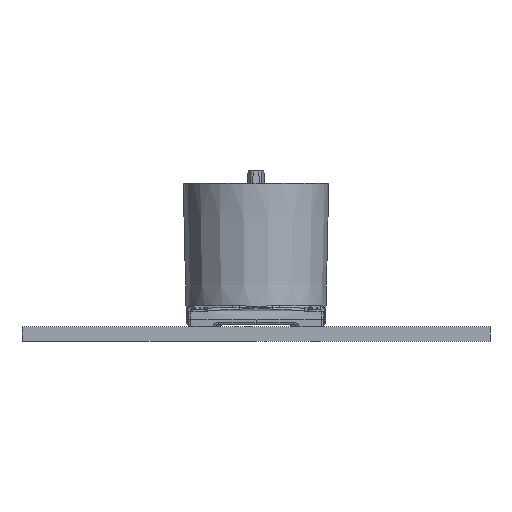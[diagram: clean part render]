
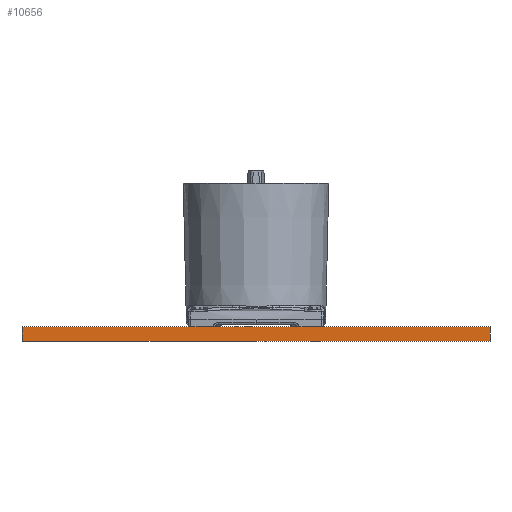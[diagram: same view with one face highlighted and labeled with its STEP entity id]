
A CAD part, left-side view. The second image highlights one B-rep face of the part: STEP entity #10656.
In plain terms, the highlighted face is planar.
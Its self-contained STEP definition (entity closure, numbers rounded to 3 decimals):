
#1087 = VERTEX_POINT ( 'NONE', #4445 ) ;
#2116 = LINE ( 'NONE', #17692, #21737 ) ;
#3117 = CARTESIAN_POINT ( 'NONE',  ( 300., 510., -184. ) ) ;
#3403 = VERTEX_POINT ( 'NONE', #6422 ) ;
#4177 = LINE ( 'NONE', #17959, #10519 ) ;
#4445 = CARTESIAN_POINT ( 'NONE',  ( 300., 510., -202. ) ) ;
#5217 = DIRECTION ( 'NONE',  ( 0., 0., 1. ) ) ;
#5902 = PLANE ( 'NONE',  #10945 ) ;
#6422 = CARTESIAN_POINT ( 'NONE',  ( -300., 510., -184. ) ) ;
#7717 = CARTESIAN_POINT ( 'NONE',  ( 300., 510., -204. ) ) ;
#8328 = ORIENTED_EDGE ( 'NONE', *, *, #15495, .T. ) ;
#9449 = EDGE_CURVE ( 'NONE', #1087, #10121, #17172, .T. ) ;
#9492 = ORIENTED_EDGE ( 'NONE', *, *, #9449, .F. ) ;
#9534 = VECTOR ( 'NONE', #10616, 1000. ) ;
#10121 = VERTEX_POINT ( 'NONE', #3117 ) ;
#10197 = ORIENTED_EDGE ( 'NONE', *, *, #12855, .F. ) ;
#10519 = VECTOR ( 'NONE', #16491, 1000. ) ;
#10616 = DIRECTION ( 'NONE',  ( 0., 0., -1. ) ) ;
#10656 = ADVANCED_FACE ( 'NONE', ( #21358 ), #5902, .T. ) ;
#10838 = CARTESIAN_POINT ( 'NONE',  ( -300., 510., -204. ) ) ;
#10945 = AXIS2_PLACEMENT_3D ( 'NONE', #7717, #14352, #14584 ) ;
#12855 = EDGE_CURVE ( 'NONE', #3403, #15032, #15697, .T. ) ;
#14160 = EDGE_CURVE ( 'NONE', #10121, #3403, #2116, .T. ) ;
#14352 = DIRECTION ( 'NONE',  ( 0., 1., 0. ) ) ;
#14584 = DIRECTION ( 'NONE',  ( -1., 0., 0. ) ) ;
#15032 = VERTEX_POINT ( 'NONE', #17501 ) ;
#15367 = CARTESIAN_POINT ( 'NONE',  ( 300., 510., -204. ) ) ;
#15495 = EDGE_CURVE ( 'NONE', #1087, #15032, #4177, .T. ) ;
#15697 = LINE ( 'NONE', #10838, #9534 ) ;
#16491 = DIRECTION ( 'NONE',  ( -1., 0., 0. ) ) ;
#17172 = LINE ( 'NONE', #15367, #18687 ) ;
#17501 = CARTESIAN_POINT ( 'NONE',  ( -300., 510., -202. ) ) ;
#17692 = CARTESIAN_POINT ( 'NONE',  ( 300., 510., -184. ) ) ;
#17959 = CARTESIAN_POINT ( 'NONE',  ( 300., 510., -202. ) ) ;
#18687 = VECTOR ( 'NONE', #5217, 1000. ) ;
#19985 = EDGE_LOOP ( 'NONE', ( #8328, #10197, #20693, #9492 ) ) ;
#20693 = ORIENTED_EDGE ( 'NONE', *, *, #14160, .F. ) ;
#20972 = DIRECTION ( 'NONE',  ( -1., 0., 0. ) ) ;
#21358 = FACE_OUTER_BOUND ( 'NONE', #19985, .T. ) ;
#21737 = VECTOR ( 'NONE', #20972, 1000. ) ;
